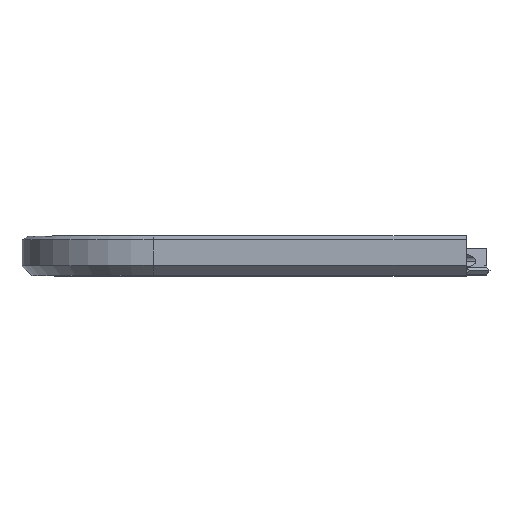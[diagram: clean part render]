
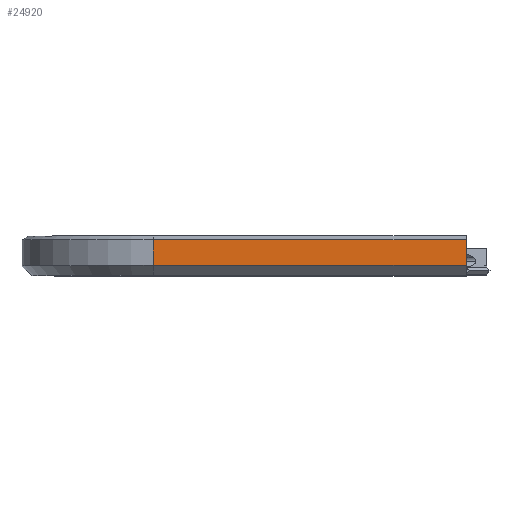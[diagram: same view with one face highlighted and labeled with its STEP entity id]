
A CAD part, top view. The second image highlights one B-rep face of the part: STEP entity #24920.
In plain terms, the highlighted planar face has unit normal (0, 0, 1).
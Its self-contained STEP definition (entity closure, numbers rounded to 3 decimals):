
#159 = CARTESIAN_POINT ( 'NONE',  ( 40., 10.845, 0. ) ) ;
#2345 = DIRECTION ( 'NONE',  ( 0., -1., 0. ) ) ;
#2639 = DIRECTION ( 'NONE',  ( 0., 0., -1. ) ) ;
#5159 = ORIENTED_EDGE ( 'NONE', *, *, #40561, .F. ) ;
#6437 = VERTEX_POINT ( 'NONE', #43591 ) ;
#10337 = DIRECTION ( 'NONE',  ( -1., 0., 0. ) ) ;
#11582 = EDGE_LOOP ( 'NONE', ( #5159, #28373, #24964, #43087 ) ) ;
#12247 = EDGE_CURVE ( 'NONE', #23027, #6437, #26896, .T. ) ;
#12500 = DIRECTION ( 'NONE',  ( -1., 0., 0. ) ) ;
#14335 = VERTEX_POINT ( 'NONE', #44537 ) ;
#16445 = VECTOR ( 'NONE', #37860, 1000. ) ;
#16866 = CARTESIAN_POINT ( 'NONE',  ( 40., 0., 0. ) ) ;
#17672 = VECTOR ( 'NONE', #12500, 1000. ) ;
#19541 = VERTEX_POINT ( 'NONE', #23775 ) ;
#19877 = VECTOR ( 'NONE', #2345, 1000. ) ;
#20426 = CARTESIAN_POINT ( 'NONE',  ( 152.5, 10.845, 0. ) ) ;
#21527 = EDGE_CURVE ( 'NONE', #14335, #6437, #39053, .T. ) ;
#22175 = VECTOR ( 'NONE', #42779, 1000. ) ;
#23027 = VERTEX_POINT ( 'NONE', #159 ) ;
#23595 = LINE ( 'NONE', #38279, #19877 ) ;
#23775 = CARTESIAN_POINT ( 'NONE',  ( 135.25, 10.845, 0. ) ) ;
#24920 = ADVANCED_FACE ( 'NONE', ( #35050 ), #31797, .F. ) ;
#24964 = ORIENTED_EDGE ( 'NONE', *, *, #12247, .T. ) ;
#26896 = LINE ( 'NONE', #16866, #16445 ) ;
#27836 = CARTESIAN_POINT ( 'NONE',  ( 152.5, 0., 0. ) ) ;
#28373 = ORIENTED_EDGE ( 'NONE', *, *, #41181, .T. ) ;
#31797 = PLANE ( 'NONE',  #40998 ) ;
#35050 = FACE_OUTER_BOUND ( 'NONE', #11582, .T. ) ;
#37860 = DIRECTION ( 'NONE',  ( 0., -1., 0. ) ) ;
#38279 = CARTESIAN_POINT ( 'NONE',  ( 135.25, 0., 0. ) ) ;
#39053 = LINE ( 'NONE', #42546, #22175 ) ;
#40561 = EDGE_CURVE ( 'NONE', #19541, #14335, #23595, .T. ) ;
#40998 = AXIS2_PLACEMENT_3D ( 'NONE', #27836, #2639, #10337 ) ;
#41181 = EDGE_CURVE ( 'NONE', #19541, #23027, #41401, .T. ) ;
#41401 = LINE ( 'NONE', #20426, #17672 ) ;
#42546 = CARTESIAN_POINT ( 'NONE',  ( 152.5, 3., 0. ) ) ;
#42779 = DIRECTION ( 'NONE',  ( -1., 0., 0. ) ) ;
#43087 = ORIENTED_EDGE ( 'NONE', *, *, #21527, .F. ) ;
#43591 = CARTESIAN_POINT ( 'NONE',  ( 40., 3., 0. ) ) ;
#44537 = CARTESIAN_POINT ( 'NONE',  ( 135.25, 3., 0. ) ) ;
